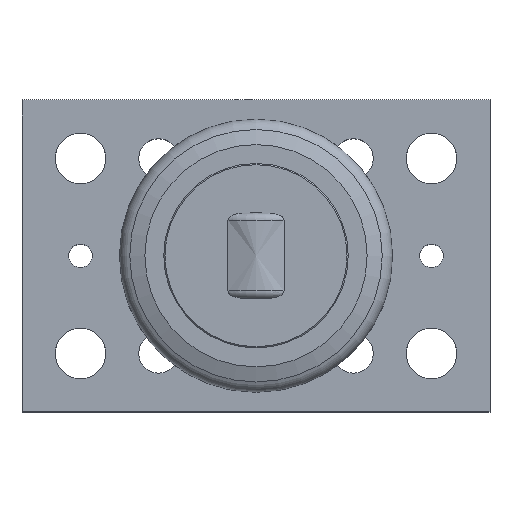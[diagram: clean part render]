
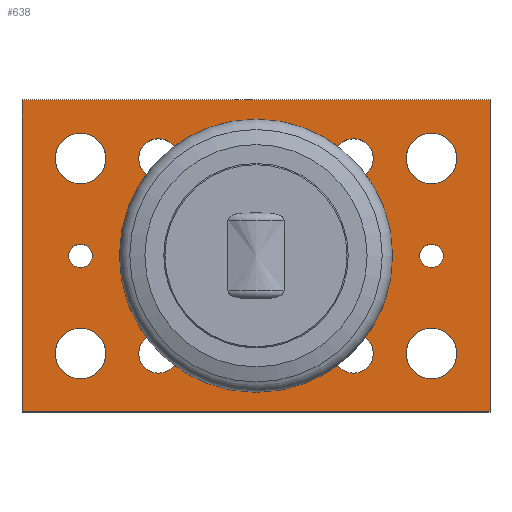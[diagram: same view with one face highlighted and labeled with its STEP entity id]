
A CAD part, top view. The second image highlights one B-rep face of the part: STEP entity #638.
In plain terms, the highlighted planar face has unit normal (0, 0, 1).
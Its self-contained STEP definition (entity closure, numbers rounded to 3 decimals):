
#75=LINE('',#1022,#87);
#79=LINE('',#1030,#91);
#82=LINE('',#1036,#94);
#85=LINE('',#1041,#97);
#87=VECTOR('',#833,80.);
#91=VECTOR('',#839,120.);
#94=VECTOR('',#844,80.);
#97=VECTOR('',#849,120.);
#104=PLANE('',#708);
#135=FACE_BOUND('',#249,.T.);
#136=FACE_BOUND('',#250,.T.);
#137=FACE_BOUND('',#251,.T.);
#138=FACE_BOUND('',#252,.T.);
#139=FACE_BOUND('',#253,.T.);
#140=FACE_BOUND('',#254,.T.);
#141=FACE_BOUND('',#255,.T.);
#142=FACE_BOUND('',#256,.T.);
#143=FACE_BOUND('',#257,.T.);
#144=FACE_BOUND('',#258,.T.);
#145=FACE_BOUND('',#259,.T.);
#182=FACE_OUTER_BOUND('',#248,.T.);
#248=EDGE_LOOP('',(#529,#530,#531,#532));
#249=EDGE_LOOP('',(#533));
#250=EDGE_LOOP('',(#534));
#251=EDGE_LOOP('',(#535));
#252=EDGE_LOOP('',(#536));
#253=EDGE_LOOP('',(#537));
#254=EDGE_LOOP('',(#538));
#255=EDGE_LOOP('',(#539));
#256=EDGE_LOOP('',(#540));
#257=EDGE_LOOP('',(#541));
#258=EDGE_LOOP('',(#542));
#259=EDGE_LOOP('',(#543));
#308=CIRCLE('',#672,5.053);
#310=CIRCLE('',#675,5.053);
#312=CIRCLE('',#678,5.053);
#314=CIRCLE('',#681,5.053);
#316=CIRCLE('',#684,17.5);
#318=CIRCLE('',#687,6.5);
#320=CIRCLE('',#690,6.5);
#322=CIRCLE('',#693,6.5);
#324=CIRCLE('',#696,6.5);
#326=CIRCLE('',#699,3.);
#328=CIRCLE('',#702,3.);
#354=VERTEX_POINT('',#967);
#356=VERTEX_POINT('',#972);
#358=VERTEX_POINT('',#977);
#360=VERTEX_POINT('',#982);
#362=VERTEX_POINT('',#987);
#364=VERTEX_POINT('',#992);
#366=VERTEX_POINT('',#997);
#368=VERTEX_POINT('',#1002);
#370=VERTEX_POINT('',#1007);
#372=VERTEX_POINT('',#1012);
#374=VERTEX_POINT('',#1017);
#375=VERTEX_POINT('',#1020);
#376=VERTEX_POINT('',#1021);
#379=VERTEX_POINT('',#1029);
#381=VERTEX_POINT('',#1035);
#412=EDGE_CURVE('',#354,#354,#308,.T.);
#414=EDGE_CURVE('',#356,#356,#310,.T.);
#416=EDGE_CURVE('',#358,#358,#312,.T.);
#418=EDGE_CURVE('',#360,#360,#314,.T.);
#420=EDGE_CURVE('',#362,#362,#316,.T.);
#422=EDGE_CURVE('',#364,#364,#318,.T.);
#424=EDGE_CURVE('',#366,#366,#320,.T.);
#426=EDGE_CURVE('',#368,#368,#322,.T.);
#428=EDGE_CURVE('',#370,#370,#324,.T.);
#430=EDGE_CURVE('',#372,#372,#326,.T.);
#432=EDGE_CURVE('',#374,#374,#328,.T.);
#433=EDGE_CURVE('',#375,#376,#75,.T.);
#437=EDGE_CURVE('',#376,#379,#79,.T.);
#440=EDGE_CURVE('',#379,#381,#82,.T.);
#443=EDGE_CURVE('',#381,#375,#85,.T.);
#529=ORIENTED_EDGE('',*,*,#433,.F.);
#530=ORIENTED_EDGE('',*,*,#443,.F.);
#531=ORIENTED_EDGE('',*,*,#440,.F.);
#532=ORIENTED_EDGE('',*,*,#437,.F.);
#533=ORIENTED_EDGE('',*,*,#412,.T.);
#534=ORIENTED_EDGE('',*,*,#414,.T.);
#535=ORIENTED_EDGE('',*,*,#416,.T.);
#536=ORIENTED_EDGE('',*,*,#418,.T.);
#537=ORIENTED_EDGE('',*,*,#420,.T.);
#538=ORIENTED_EDGE('',*,*,#422,.T.);
#539=ORIENTED_EDGE('',*,*,#424,.T.);
#540=ORIENTED_EDGE('',*,*,#426,.T.);
#541=ORIENTED_EDGE('',*,*,#428,.T.);
#542=ORIENTED_EDGE('',*,*,#430,.T.);
#543=ORIENTED_EDGE('',*,*,#432,.T.);
#638=ADVANCED_FACE('',(#182,#135,#136,#137,#138,#139,#140,#141,#142,#143,
#144,#145),#104,.T.);
#672=AXIS2_PLACEMENT_3D('',#968,#769,#770);
#675=AXIS2_PLACEMENT_3D('',#973,#775,#776);
#678=AXIS2_PLACEMENT_3D('',#978,#781,#782);
#681=AXIS2_PLACEMENT_3D('',#983,#787,#788);
#684=AXIS2_PLACEMENT_3D('',#988,#793,#794);
#687=AXIS2_PLACEMENT_3D('',#993,#799,#800);
#690=AXIS2_PLACEMENT_3D('',#998,#805,#806);
#693=AXIS2_PLACEMENT_3D('',#1003,#811,#812);
#696=AXIS2_PLACEMENT_3D('',#1008,#817,#818);
#699=AXIS2_PLACEMENT_3D('',#1013,#823,#824);
#702=AXIS2_PLACEMENT_3D('',#1018,#829,#830);
#708=AXIS2_PLACEMENT_3D('',#1044,#853,#854);
#769=DIRECTION('center_axis',(0.,0.,-1.));
#770=DIRECTION('ref_axis',(1.,0.,0.));
#775=DIRECTION('center_axis',(0.,0.,-1.));
#776=DIRECTION('ref_axis',(1.,0.,0.));
#781=DIRECTION('center_axis',(0.,0.,-1.));
#782=DIRECTION('ref_axis',(1.,0.,0.));
#787=DIRECTION('center_axis',(0.,0.,-1.));
#788=DIRECTION('ref_axis',(1.,0.,0.));
#793=DIRECTION('center_axis',(0.,0.,-1.));
#794=DIRECTION('ref_axis',(-1.,0.,0.));
#799=DIRECTION('center_axis',(0.,0.,-1.));
#800=DIRECTION('ref_axis',(-1.,0.,0.));
#805=DIRECTION('center_axis',(0.,0.,-1.));
#806=DIRECTION('ref_axis',(-1.,0.,0.));
#811=DIRECTION('center_axis',(0.,0.,-1.));
#812=DIRECTION('ref_axis',(-1.,0.,0.));
#817=DIRECTION('center_axis',(0.,0.,-1.));
#818=DIRECTION('ref_axis',(-1.,0.,0.));
#823=DIRECTION('center_axis',(0.,0.,-1.));
#824=DIRECTION('ref_axis',(-1.,0.,0.));
#829=DIRECTION('center_axis',(0.,0.,-1.));
#830=DIRECTION('ref_axis',(-1.,0.,0.));
#833=DIRECTION('',(0.,1.,0.));
#839=DIRECTION('',(1.,0.,0.));
#844=DIRECTION('',(0.,-1.,0.));
#849=DIRECTION('',(-1.,0.,0.));
#853=DIRECTION('center_axis',(0.,0.,1.));
#854=DIRECTION('ref_axis',(1.,0.,0.));
#967=CARTESIAN_POINT('',(40.053,15.,15.));
#968=CARTESIAN_POINT('Origin',(35.,15.,15.));
#972=CARTESIAN_POINT('',(90.053,15.,15.));
#973=CARTESIAN_POINT('Origin',(85.,15.,15.));
#977=CARTESIAN_POINT('',(90.053,65.,15.));
#978=CARTESIAN_POINT('Origin',(85.,65.,15.));
#982=CARTESIAN_POINT('',(40.053,65.,15.));
#983=CARTESIAN_POINT('Origin',(35.,65.,15.));
#987=CARTESIAN_POINT('',(77.5,40.,15.));
#988=CARTESIAN_POINT('Origin',(60.,40.,15.));
#992=CARTESIAN_POINT('',(111.5,65.,15.));
#993=CARTESIAN_POINT('Origin',(105.,65.,15.));
#997=CARTESIAN_POINT('',(21.5,15.,15.));
#998=CARTESIAN_POINT('Origin',(15.,15.,15.));
#1002=CARTESIAN_POINT('',(21.5,65.,15.));
#1003=CARTESIAN_POINT('Origin',(15.,65.,15.));
#1007=CARTESIAN_POINT('',(111.5,15.,15.));
#1008=CARTESIAN_POINT('Origin',(105.,15.,15.));
#1012=CARTESIAN_POINT('',(108.,40.,15.));
#1013=CARTESIAN_POINT('Origin',(105.,40.,15.));
#1017=CARTESIAN_POINT('',(18.,40.,15.));
#1018=CARTESIAN_POINT('Origin',(15.,40.,15.));
#1020=CARTESIAN_POINT('',(0.,0.,15.));
#1021=CARTESIAN_POINT('',(0.,80.,15.));
#1022=CARTESIAN_POINT('',(0.,80.,15.));
#1029=CARTESIAN_POINT('',(120.,80.,15.));
#1030=CARTESIAN_POINT('',(120.,80.,15.));
#1035=CARTESIAN_POINT('',(120.,0.,15.));
#1036=CARTESIAN_POINT('',(120.,0.,15.));
#1041=CARTESIAN_POINT('',(0.,0.,15.));
#1044=CARTESIAN_POINT('Origin',(60.,40.,15.));
